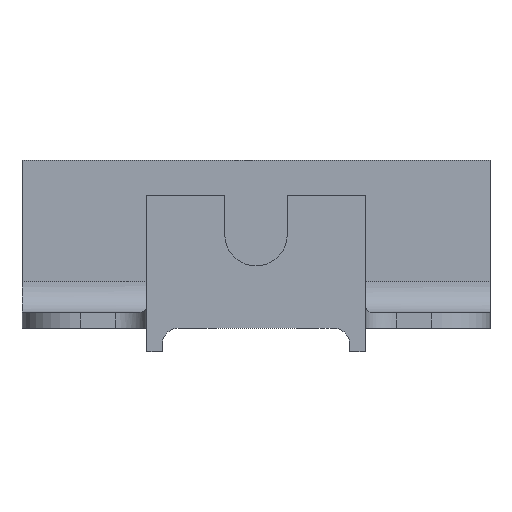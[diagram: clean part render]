
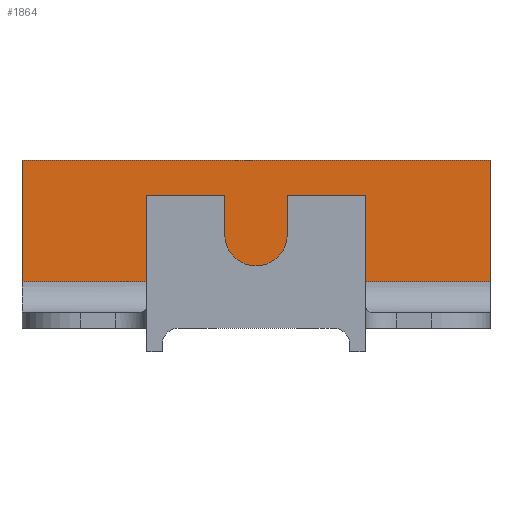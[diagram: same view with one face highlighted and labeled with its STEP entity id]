
A CAD part, front view. The second image highlights one B-rep face of the part: STEP entity #1864.
In plain terms, the highlighted planar face has unit normal (0, -1, 0).
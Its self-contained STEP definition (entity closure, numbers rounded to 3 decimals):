
#88=PLANE('',#2062);
#182=FACE_OUTER_BOUND('',#284,.T.);
#284=EDGE_LOOP('',(#1719,#1720,#1721,#1722,#1723,#1724,#1725,#1726));
#299=LINE('',#2648,#473);
#354=LINE('',#2905,#528);
#363=LINE('',#2965,#537);
#368=LINE('',#2988,#542);
#369=LINE('',#2992,#543);
#443=LINE('',#3259,#617);
#456=LINE('',#3290,#630);
#458=LINE('',#3294,#632);
#473=VECTOR('',#2109,10.);
#528=VECTOR('',#2266,10.);
#537=VECTOR('',#2291,10.);
#542=VECTOR('',#2306,10.);
#543=VECTOR('',#2313,10.);
#617=VECTOR('',#2543,10.);
#630=VECTOR('',#2582,10.);
#632=VECTOR('',#2588,10.);
#740=VERTEX_POINT('',#2645);
#741=VERTEX_POINT('',#2647);
#806=VERTEX_POINT('',#2880);
#808=VERTEX_POINT('',#2894);
#819=VERTEX_POINT('',#2952);
#821=VERTEX_POINT('',#2964);
#892=VERTEX_POINT('',#3256);
#893=VERTEX_POINT('',#3258);
#923=EDGE_CURVE('',#740,#741,#299,.T.);
#1015=EDGE_CURVE('',#806,#808,#354,.T.);
#1030=EDGE_CURVE('',#819,#821,#363,.T.);
#1038=EDGE_CURVE('',#806,#819,#368,.T.);
#1041=EDGE_CURVE('',#741,#808,#369,.T.);
#1156=EDGE_CURVE('',#893,#892,#443,.T.);
#1172=EDGE_CURVE('',#821,#892,#456,.T.);
#1174=EDGE_CURVE('',#893,#740,#458,.T.);
#1719=ORIENTED_EDGE('',*,*,#1174,.F.);
#1720=ORIENTED_EDGE('',*,*,#1156,.T.);
#1721=ORIENTED_EDGE('',*,*,#1172,.F.);
#1722=ORIENTED_EDGE('',*,*,#1030,.F.);
#1723=ORIENTED_EDGE('',*,*,#1038,.F.);
#1724=ORIENTED_EDGE('',*,*,#1015,.T.);
#1725=ORIENTED_EDGE('',*,*,#1041,.F.);
#1726=ORIENTED_EDGE('',*,*,#923,.F.);
#1864=ADVANCED_FACE('',(#182),#88,.T.);
#2062=AXIS2_PLACEMENT_3D('',#3297,#2593,#2594);
#2109=DIRECTION('',(0.,0.,-1.));
#2266=DIRECTION('',(0.,0.,1.));
#2291=DIRECTION('',(0.,0.,1.));
#2306=DIRECTION('',(-1.,0.,0.));
#2313=DIRECTION('',(-1.,0.,0.));
#2543=DIRECTION('',(0.,0.,-1.));
#2582=DIRECTION('',(-1.,0.,0.));
#2588=DIRECTION('',(1.,0.,0.));
#2593=DIRECTION('center_axis',(0.,-1.,0.));
#2594=DIRECTION('ref_axis',(0.,0.,-1.));
#2645=CARTESIAN_POINT('',(60.,27.,21.55));
#2647=CARTESIAN_POINT('',(60.,27.,6.));
#2648=CARTESIAN_POINT('',(60.,27.,21.55));
#2880=CARTESIAN_POINT('',(35.,27.,1.528));
#2894=CARTESIAN_POINT('',(35.,27.,6.));
#2905=CARTESIAN_POINT('',(35.,27.,0.));
#2952=CARTESIAN_POINT('',(25.,27.,1.528));
#2964=CARTESIAN_POINT('',(25.,27.,6.));
#2965=CARTESIAN_POINT('',(25.,27.,0.));
#2988=CARTESIAN_POINT('',(0.,27.,1.528));
#2992=CARTESIAN_POINT('',(0.,27.,6.));
#3256=CARTESIAN_POINT('',(0.,27.,6.));
#3258=CARTESIAN_POINT('',(0.,27.,21.55));
#3259=CARTESIAN_POINT('',(0.,27.,21.55));
#3290=CARTESIAN_POINT('',(0.,27.,6.));
#3294=CARTESIAN_POINT('',(0.,27.,21.55));
#3297=CARTESIAN_POINT('Origin',(0.,27.,21.55));
